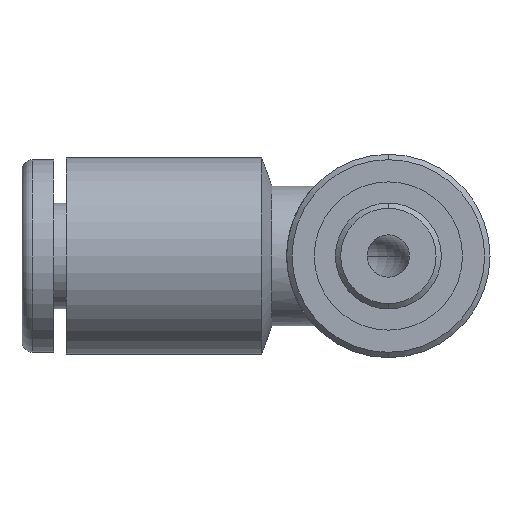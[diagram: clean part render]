
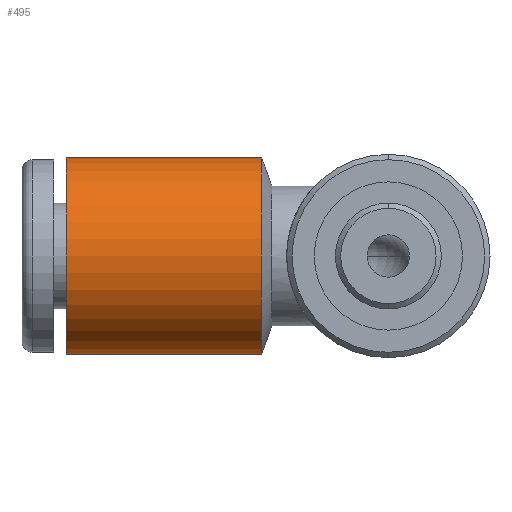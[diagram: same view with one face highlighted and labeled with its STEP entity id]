
A CAD part, front view. The second image highlights one B-rep face of the part: STEP entity #495.
In plain terms, the highlighted cylindrical face has radius 4.65 mm (diameter 9.3 mm), a partial arc.
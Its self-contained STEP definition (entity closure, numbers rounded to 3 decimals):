
#12 = VERTEX_POINT ( 'NONE', #675 ) ;
#15 = VERTEX_POINT ( 'NONE', #669 ) ;
#231 = VERTEX_POINT ( 'NONE', #1241 ) ;
#232 = VERTEX_POINT ( 'NONE', #1240 ) ;
#234 = EDGE_CURVE ( 'NONE', #231, #15, #1239, .T. ) ;
#271 = EDGE_CURVE ( 'NONE', #232, #12, #2251, .T. ) ;
#475 = ORIENTED_EDGE ( 'NONE', *, *, #271, .T. ) ;
#476 = ORIENTED_EDGE ( 'NONE', *, *, #477, .T. ) ;
#477 = EDGE_CURVE ( 'NONE', #12, #15, #1498, .T. ) ;
#495 = ADVANCED_FACE ( 'NONE', ( #1679 ), #1678, .T. ) ;
#533 = EDGE_LOOP ( 'NONE', ( #534, #535, #475, #476 ) ) ;
#534 = ORIENTED_EDGE ( 'NONE', *, *, #234, .F. ) ;
#535 = ORIENTED_EDGE ( 'NONE', *, *, #536, .F. ) ;
#536 = EDGE_CURVE ( 'NONE', #232, #231, #1537, .T. ) ;
#669 = CARTESIAN_POINT ( 'NONE',  ( -5.991, 0., 4.65 ) ) ;
#675 = CARTESIAN_POINT ( 'NONE',  ( -5.991, 0., -4.65 ) ) ;
#1236 = DIRECTION ( 'NONE',  ( 1., 0., 0. ) ) ;
#1237 = VECTOR ( 'NONE', #1236, 1000. ) ;
#1238 = CARTESIAN_POINT ( 'NONE',  ( -28.352, 0., 4.65 ) ) ;
#1239 = LINE ( 'NONE', #1238, #1237 ) ;
#1240 = CARTESIAN_POINT ( 'NONE',  ( -15.2, 0., -4.65 ) ) ;
#1241 = CARTESIAN_POINT ( 'NONE',  ( -15.2, 0., 4.65 ) ) ;
#1473 = CARTESIAN_POINT ( 'NONE',  ( -28.352, 0., 0. ) ) ;
#1494 = DIRECTION ( 'NONE',  ( 0., 0., -1. ) ) ;
#1495 = DIRECTION ( 'NONE',  ( -1., 0., 0. ) ) ;
#1496 = CARTESIAN_POINT ( 'NONE',  ( -5.991, 0., 0. ) ) ;
#1497 = AXIS2_PLACEMENT_3D ( 'NONE', #1496, #1495, #1494 ) ;
#1498 = CIRCLE ( 'NONE', #1497, 4.65 ) ;
#1519 = DIRECTION ( 'NONE',  ( 0., 0., -1. ) ) ;
#1520 = DIRECTION ( 'NONE',  ( -1., 0., 0. ) ) ;
#1521 = AXIS2_PLACEMENT_3D ( 'NONE', #1536, #1520, #1519 ) ;
#1536 = CARTESIAN_POINT ( 'NONE',  ( -15.2, 0., 0. ) ) ;
#1537 = CIRCLE ( 'NONE', #1521, 4.65 ) ;
#1674 = DIRECTION ( 'NONE',  ( 0., 0., -1. ) ) ;
#1675 = DIRECTION ( 'NONE',  ( 1., 0., 0. ) ) ;
#1676 = AXIS2_PLACEMENT_3D ( 'NONE', #1473, #1675, #1674 ) ;
#1678 = CYLINDRICAL_SURFACE ( 'NONE', #1676, 4.65 ) ;
#1679 = FACE_OUTER_BOUND ( 'NONE', #533, .T. ) ;
#2248 = DIRECTION ( 'NONE',  ( 1., 0., 0. ) ) ;
#2249 = VECTOR ( 'NONE', #2248, 1000. ) ;
#2250 = CARTESIAN_POINT ( 'NONE',  ( -28.352, 0., -4.65 ) ) ;
#2251 = LINE ( 'NONE', #2250, #2249 ) ;
